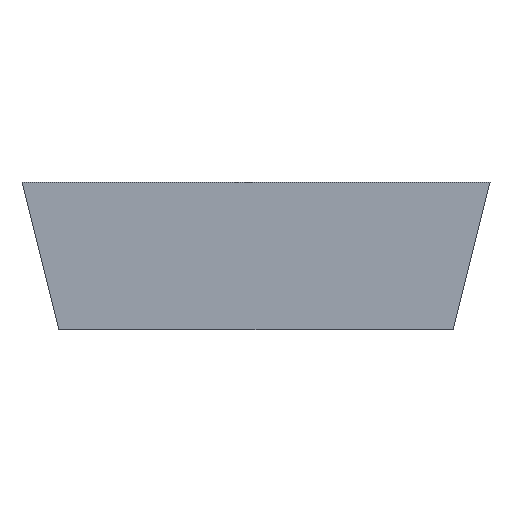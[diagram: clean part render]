
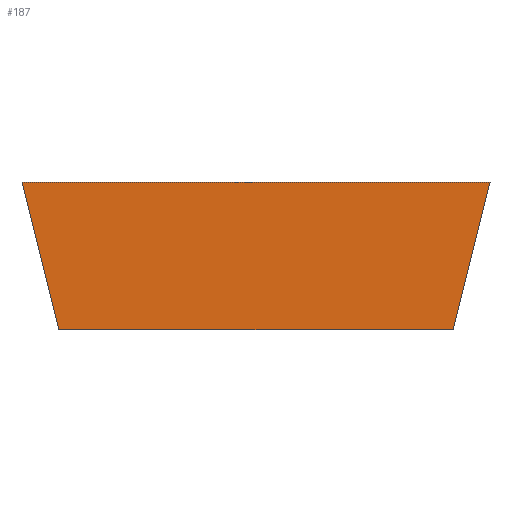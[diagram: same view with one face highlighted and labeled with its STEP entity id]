
A CAD part, top view. The second image highlights one B-rep face of the part: STEP entity #187.
In plain terms, the highlighted planar face has unit normal (0, 0, 1).
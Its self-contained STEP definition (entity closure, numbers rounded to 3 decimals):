
#23 = ORIENTED_EDGE ( 'NONE', *, *, #87, .F. ) ;
#27 = DIRECTION ( 'NONE',  ( 1., 0., 0. ) ) ;
#32 = LINE ( 'NONE', #57, #40 ) ;
#36 = DIRECTION ( 'NONE',  ( -1., 0., 0. ) ) ;
#40 = VECTOR ( 'NONE', #234, 1000. ) ;
#41 = EDGE_LOOP ( 'NONE', ( #191, #23, #97, #226 ) ) ;
#49 = DIRECTION ( 'NONE',  ( -1., 0., 0. ) ) ;
#53 = PLANE ( 'NONE',  #214 ) ;
#56 = EDGE_CURVE ( 'NONE', #172, #190, #221, .T. ) ;
#57 = CARTESIAN_POINT ( 'NONE',  ( 266.77, 87.019, 0. ) ) ;
#70 = CARTESIAN_POINT ( 'NONE',  ( 223.224, -87.634, 0. ) ) ;
#78 = VERTEX_POINT ( 'NONE', #125 ) ;
#82 = CARTESIAN_POINT ( 'NONE',  ( 0., 0., 0. ) ) ;
#87 = EDGE_CURVE ( 'NONE', #78, #172, #199, .T. ) ;
#97 = ORIENTED_EDGE ( 'NONE', *, *, #113, .F. ) ;
#109 = VECTOR ( 'NONE', #121, 1000. ) ;
#113 = EDGE_CURVE ( 'NONE', #135, #78, #32, .T. ) ;
#121 = DIRECTION ( 'NONE',  ( -0.242, 0.97, 0. ) ) ;
#125 = CARTESIAN_POINT ( 'NONE',  ( 223.224, -87.634, 0. ) ) ;
#128 = DIRECTION ( 'NONE',  ( 0., 0., -1. ) ) ;
#135 = VERTEX_POINT ( 'NONE', #200 ) ;
#140 = CARTESIAN_POINT ( 'NONE',  ( -286.322, 87.019, 0. ) ) ;
#143 = CARTESIAN_POINT ( 'NONE',  ( -242.776, -87.634, 0. ) ) ;
#157 = CARTESIAN_POINT ( 'NONE',  ( -286.322, 87.019, 0. ) ) ;
#166 = CARTESIAN_POINT ( 'NONE',  ( -242.776, -87.634, 0. ) ) ;
#172 = VERTEX_POINT ( 'NONE', #166 ) ;
#181 = FACE_OUTER_BOUND ( 'NONE', #41, .T. ) ;
#187 = ADVANCED_FACE ( 'NONE', ( #181 ), #53, .F. ) ;
#190 = VERTEX_POINT ( 'NONE', #140 ) ;
#191 = ORIENTED_EDGE ( 'NONE', *, *, #56, .F. ) ;
#199 = LINE ( 'NONE', #70, #237 ) ;
#200 = CARTESIAN_POINT ( 'NONE',  ( 266.77, 87.019, 0. ) ) ;
#214 = AXIS2_PLACEMENT_3D ( 'NONE', #82, #128, #49 ) ;
#221 = LINE ( 'NONE', #143, #109 ) ;
#225 = EDGE_CURVE ( 'NONE', #190, #135, #229, .T. ) ;
#226 = ORIENTED_EDGE ( 'NONE', *, *, #225, .F. ) ;
#229 = LINE ( 'NONE', #157, #231 ) ;
#231 = VECTOR ( 'NONE', #27, 1000. ) ;
#234 = DIRECTION ( 'NONE',  ( -0.242, -0.97, 0. ) ) ;
#237 = VECTOR ( 'NONE', #36, 1000. ) ;
